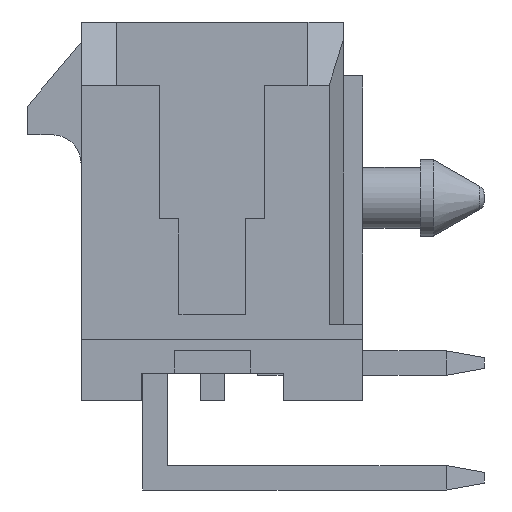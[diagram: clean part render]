
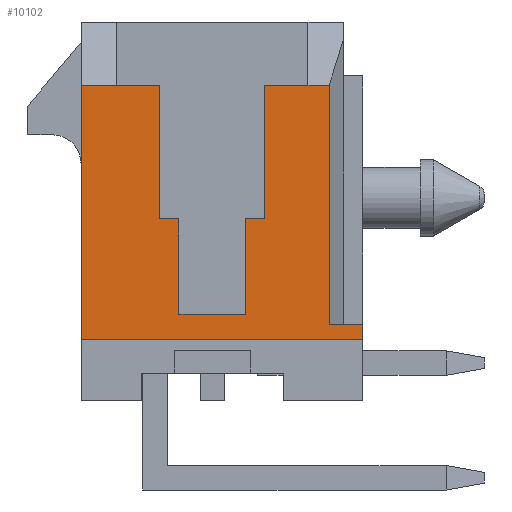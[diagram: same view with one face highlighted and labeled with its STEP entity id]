
A CAD part, left-side view. The second image highlights one B-rep face of the part: STEP entity #10102.
In plain terms, the highlighted planar face has unit normal (-1, 0, 0).
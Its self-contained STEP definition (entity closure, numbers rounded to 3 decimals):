
#1=DIRECTION('',(0.,0.,-1.));
#2=VECTOR('',#1,3.5);
#3=CARTESIAN_POINT('',(-15.325,-1.375,3.3));
#4=LINE('',#3,#2);
#5=DIRECTION('',(0.,1.,0.));
#6=VECTOR('',#5,1.125);
#7=CARTESIAN_POINT('',(-15.325,-2.5,3.3));
#8=LINE('',#7,#6);
#9=DIRECTION('',(0.,-1.,0.));
#10=VECTOR('',#9,0.555);
#11=CARTESIAN_POINT('',(-15.325,-2.5,3.3));
#12=LINE('',#11,#10);
#13=DIRECTION('',(0.,0.,-1.));
#14=VECTOR('',#13,6.26);
#15=CARTESIAN_POINT('',(-15.325,-3.055,3.3));
#16=LINE('',#15,#14);
#17=DIRECTION('',(0.,0.,-1.));
#18=VECTOR('',#17,0.4);
#19=CARTESIAN_POINT('',(-15.325,-3.935,-2.96));
#20=LINE('',#19,#18);
#21=DIRECTION('',(0.,1.,0.));
#22=VECTOR('',#21,7.37);
#23=CARTESIAN_POINT('',(-15.325,-3.935,-3.36));
#24=LINE('',#23,#22);
#25=DIRECTION('',(0.,0.,1.));
#26=VECTOR('',#25,6.66);
#27=CARTESIAN_POINT('',(-15.325,3.435,-3.36));
#28=LINE('',#27,#26);
#29=DIRECTION('',(0.,-1.,0.));
#30=VECTOR('',#29,0.935);
#31=CARTESIAN_POINT('',(-15.325,3.435,3.3));
#32=LINE('',#31,#30);
#33=DIRECTION('',(0.,1.,0.));
#34=VECTOR('',#33,1.125);
#35=CARTESIAN_POINT('',(-15.325,1.375,3.3));
#36=LINE('',#35,#34);
#37=DIRECTION('',(0.,0.,-1.));
#38=VECTOR('',#37,3.5);
#39=CARTESIAN_POINT('',(-15.325,1.375,3.3));
#40=LINE('',#39,#38);
#41=DIRECTION('',(0.,1.,0.));
#42=VECTOR('',#41,0.5);
#43=CARTESIAN_POINT('',(-15.325,0.875,-0.2));
#44=LINE('',#43,#42);
#45=DIRECTION('',(0.,0.,1.));
#46=VECTOR('',#45,2.5);
#47=CARTESIAN_POINT('',(-15.325,0.875,-2.7));
#48=LINE('',#47,#46);
#49=DIRECTION('',(0.,1.,0.));
#50=VECTOR('',#49,1.75);
#51=CARTESIAN_POINT('',(-15.325,-0.875,-2.7));
#52=LINE('',#51,#50);
#53=DIRECTION('',(0.,0.,-1.));
#54=VECTOR('',#53,2.5);
#55=CARTESIAN_POINT('',(-15.325,-0.875,-0.2));
#56=LINE('',#55,#54);
#57=DIRECTION('',(0.,1.,0.));
#58=VECTOR('',#57,0.5);
#59=CARTESIAN_POINT('',(-15.325,-1.375,-0.2));
#60=LINE('',#59,#58);
#7533=DIRECTION('',(0.,1.,0.));
#7534=VECTOR('',#7533,0.88);
#7535=CARTESIAN_POINT('',(-15.325,-3.935,-2.96));
#7536=LINE('',#7535,#7534);
#7702=CARTESIAN_POINT('',(-15.325,3.435,3.3));
#7704=VERTEX_POINT('',#7702);
#7747=CARTESIAN_POINT('',(-15.325,-3.935,-2.96));
#7748=CARTESIAN_POINT('',(-15.325,-3.055,-2.96));
#7749=VERTEX_POINT('',#7747);
#7750=VERTEX_POINT('',#7748);
#7755=CARTESIAN_POINT('',(-15.325,2.5,3.3));
#7756=VERTEX_POINT('',#7755);
#7757=CARTESIAN_POINT('',(-15.325,-2.5,3.3));
#7758=VERTEX_POINT('',#7757);
#7759=CARTESIAN_POINT('',(-15.325,-3.055,3.3));
#7760=VERTEX_POINT('',#7759);
#7999=CARTESIAN_POINT('',(-15.325,-1.375,3.3));
#8000=CARTESIAN_POINT('',(-15.325,-1.375,-0.2));
#8001=VERTEX_POINT('',#7999);
#8002=VERTEX_POINT('',#8000);
#8003=CARTESIAN_POINT('',(-15.325,-0.875,-0.2));
#8004=VERTEX_POINT('',#8003);
#8005=CARTESIAN_POINT('',(-15.325,-0.875,-2.7));
#8006=VERTEX_POINT('',#8005);
#8007=CARTESIAN_POINT('',(-15.325,0.875,-2.7));
#8008=VERTEX_POINT('',#8007);
#8009=CARTESIAN_POINT('',(-15.325,0.875,-0.2));
#8010=VERTEX_POINT('',#8009);
#8011=CARTESIAN_POINT('',(-15.325,1.375,-0.2));
#8012=VERTEX_POINT('',#8011);
#8013=CARTESIAN_POINT('',(-15.325,1.375,3.3));
#8014=VERTEX_POINT('',#8013);
#8841=CARTESIAN_POINT('',(-15.325,-3.935,-3.36));
#8842=CARTESIAN_POINT('',(-15.325,3.435,-3.36));
#8843=VERTEX_POINT('',#8841);
#8844=VERTEX_POINT('',#8842);
#10063=CARTESIAN_POINT('',(-15.325,0.,0.));
#10064=DIRECTION('',(1.,0.,0.));
#10065=DIRECTION('',(0.,0.,-1.));
#10066=AXIS2_PLACEMENT_3D('',#10063,#10064,#10065);
#10067=PLANE('',#10066);
#10069=ORIENTED_EDGE('',*,*,#10068,.F.);
#10071=ORIENTED_EDGE('',*,*,#10070,.F.);
#10073=ORIENTED_EDGE('',*,*,#10072,.T.);
#10075=ORIENTED_EDGE('',*,*,#10074,.T.);
#10077=ORIENTED_EDGE('',*,*,#10076,.F.);
#10079=ORIENTED_EDGE('',*,*,#10078,.T.);
#10081=ORIENTED_EDGE('',*,*,#10080,.T.);
#10083=ORIENTED_EDGE('',*,*,#10082,.T.);
#10085=ORIENTED_EDGE('',*,*,#10084,.T.);
#10087=ORIENTED_EDGE('',*,*,#10086,.F.);
#10089=ORIENTED_EDGE('',*,*,#10088,.T.);
#10091=ORIENTED_EDGE('',*,*,#10090,.F.);
#10093=ORIENTED_EDGE('',*,*,#10092,.F.);
#10095=ORIENTED_EDGE('',*,*,#10094,.F.);
#10097=ORIENTED_EDGE('',*,*,#10096,.F.);
#10099=ORIENTED_EDGE('',*,*,#10098,.F.);
#10100=EDGE_LOOP('',(#10069,#10071,#10073,#10075,#10077,#10079,#10081,#10083,
#10085,#10087,#10089,#10091,#10093,#10095,#10097,#10099));
#10101=FACE_OUTER_BOUND('',#10100,.F.);
#10102=ADVANCED_FACE('',(#10101),#10067,.F.);
#10068=EDGE_CURVE('',#8001,#8002,#4,.T.);
#10070=EDGE_CURVE('',#7758,#8001,#8,.T.);
#10072=EDGE_CURVE('',#7758,#7760,#12,.T.);
#10074=EDGE_CURVE('',#7760,#7750,#16,.T.);
#10076=EDGE_CURVE('',#7749,#7750,#7536,.T.);
#10078=EDGE_CURVE('',#7749,#8843,#20,.T.);
#10080=EDGE_CURVE('',#8843,#8844,#24,.T.);
#10082=EDGE_CURVE('',#8844,#7704,#28,.T.);
#10084=EDGE_CURVE('',#7704,#7756,#32,.T.);
#10086=EDGE_CURVE('',#8014,#7756,#36,.T.);
#10088=EDGE_CURVE('',#8014,#8012,#40,.T.);
#10090=EDGE_CURVE('',#8010,#8012,#44,.T.);
#10092=EDGE_CURVE('',#8008,#8010,#48,.T.);
#10094=EDGE_CURVE('',#8006,#8008,#52,.T.);
#10096=EDGE_CURVE('',#8004,#8006,#56,.T.);
#10098=EDGE_CURVE('',#8002,#8004,#60,.T.);
